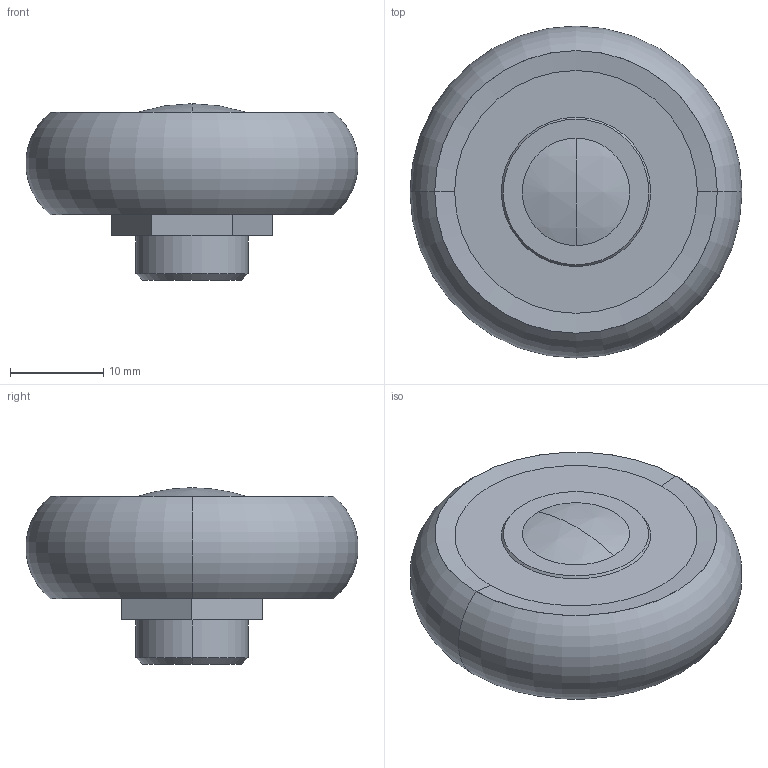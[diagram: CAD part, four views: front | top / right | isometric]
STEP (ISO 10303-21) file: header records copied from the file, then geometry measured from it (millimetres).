
FILE_DESCRIPTION (( 'STEP AP214' ), '1' );
FILE_NAME ('CRN43-Rollco.step', '2023-03-14T12:38:36', ( '' ), ( '' ), 'SwSTEP 2.0', 'SolidWorks 2010', '' );
FILE_SCHEMA (( 'AUTOMOTIVE_DESIGN' ));
Length unit declared in the file: millimetre
Products named in the file (1): CRN43-Rollco
Bounding box: 35.55 x 35.55 x 18.9 mm (x, y, z)
Volume: 10451.7 mm3; surface area: 3351 mm2
Topology: 1 solids, 1 shells, 37 faces, 78 edges, 48 vertices
Faces by surface type: cone 16, plane 13, cylinder 4, sphere 2, torus 2
Entity records: 1018 total; most frequent: DIRECTION 190, CARTESIAN_POINT 162, ORIENTED_EDGE 152, AXIS2_PLACEMENT_3D 76, EDGE_CURVE 76, VERTEX_POINT 48, EDGE_LOOP 44, LINE 38
